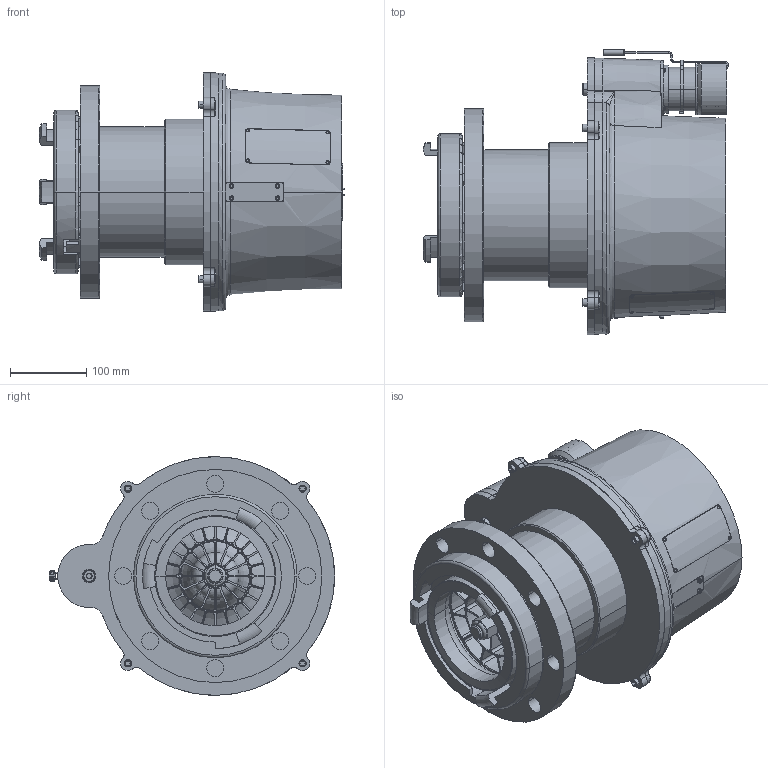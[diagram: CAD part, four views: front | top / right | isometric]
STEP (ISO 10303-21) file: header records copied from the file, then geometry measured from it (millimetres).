
FILE_DESCRIPTION((''),'2;1');
FILE_NAME('D42454_SW0001','2012-03-06T',('jhabe'),(''),'PRO/ENGINEER BY PARAMETRIC TECHNOLOGY CORPORATION, 2011310','PRO/ENGINEER BY PARAMETRIC TECHNOLOGY CORPORATION, 2011310','');
FILE_SCHEMA(('CONFIG_CONTROL_DESIGN'));
Length unit declared in the file: inch
Products named in the file (1): D42454_SW0001
Bounding box: 399.92 x 373.96 x 313.03 mm (x, y, z)
Surface area: 1363137.8 mm2 (no closed solid volume)
Topology: 0 solids, 58 shells, 1404 faces, 3767 edges, 2393 vertices
Faces by surface type: cylinder 535, plane 415, torus 335, cone 91, bspline 24, sphere 4
Entity records: 46889 total; most frequent: CARTESIAN_POINT 10564, DIRECTION 8374, ORIENTED_EDGE 7073, EDGE_CURVE 3765, AXIS2_PLACEMENT_3D 3428, VERTEX_POINT 2393, CIRCLE 2048, EDGE_LOOP 1562
